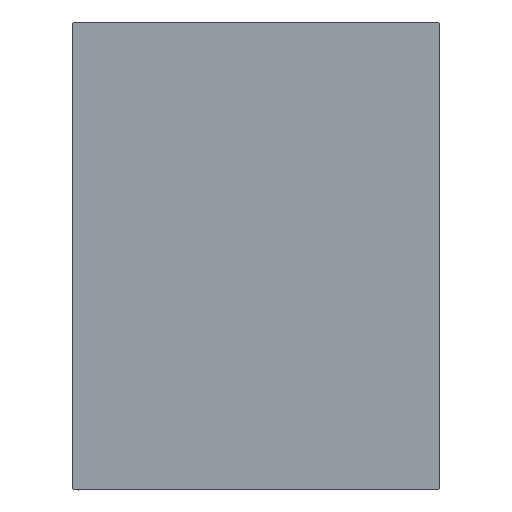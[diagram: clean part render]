
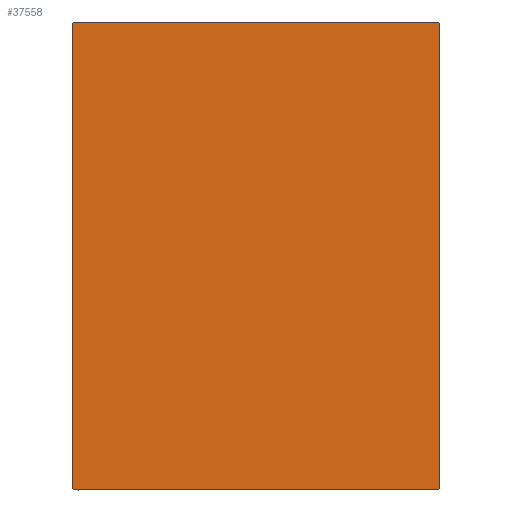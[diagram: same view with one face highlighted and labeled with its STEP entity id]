
A CAD part, left-side view. The second image highlights one B-rep face of the part: STEP entity #37558.
In plain terms, the highlighted face is planar.
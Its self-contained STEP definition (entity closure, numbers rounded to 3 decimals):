
#731 = CARTESIAN_POINT ( 'NONE',  ( 133., 55., 70. ) ) ;
#773 = CARTESIAN_POINT ( 'NONE',  ( 133., -55., 70. ) ) ;
#844 = CARTESIAN_POINT ( 'NONE',  ( 133., -55., -69.7 ) ) ;
#1614 = CARTESIAN_POINT ( 'NONE',  ( 133., 54.7, 70. ) ) ;
#2102 = VECTOR ( 'NONE', #27316, 1000. ) ;
#2871 = VECTOR ( 'NONE', #4798, 1000. ) ;
#2958 = CARTESIAN_POINT ( 'NONE',  ( 133., -62.35, 62.35 ) ) ;
#3607 = CARTESIAN_POINT ( 'NONE',  ( 133., 55., 69.7 ) ) ;
#3988 = DIRECTION ( 'NONE',  ( 0., 0.707, 0.707 ) ) ;
#4000 = VERTEX_POINT ( 'NONE', #12593 ) ;
#4368 = VERTEX_POINT ( 'NONE', #38467 ) ;
#4780 = EDGE_CURVE ( 'NONE', #29676, #4368, #32688, .T. ) ;
#4798 = DIRECTION ( 'NONE',  ( 0., 0., 1. ) ) ;
#5018 = CARTESIAN_POINT ( 'NONE',  ( 133., 55., -70. ) ) ;
#5097 = ORIENTED_EDGE ( 'NONE', *, *, #13941, .T. ) ;
#5939 = EDGE_CURVE ( 'NONE', #20922, #29676, #13642, .T. ) ;
#6052 = DIRECTION ( 'NONE',  ( 0., 1., 0. ) ) ;
#7193 = CARTESIAN_POINT ( 'NONE',  ( 133., 62.35, 62.35 ) ) ;
#7234 = LINE ( 'NONE', #731, #40270 ) ;
#9519 = ORIENTED_EDGE ( 'NONE', *, *, #4780, .T. ) ;
#10204 = VERTEX_POINT ( 'NONE', #3607 ) ;
#10236 = EDGE_CURVE ( 'NONE', #4000, #20922, #34338, .T. ) ;
#11038 = AXIS2_PLACEMENT_3D ( 'NONE', #39816, #36789, #23354 ) ;
#12498 = DIRECTION ( 'NONE',  ( 0., -0.707, -0.707 ) ) ;
#12593 = CARTESIAN_POINT ( 'NONE',  ( 133., -55., 69.7 ) ) ;
#13028 = VECTOR ( 'NONE', #6052, 1000. ) ;
#13411 = FACE_OUTER_BOUND ( 'NONE', #37338, .T. ) ;
#13642 = LINE ( 'NONE', #36180, #27435 ) ;
#13941 = EDGE_CURVE ( 'NONE', #41255, #4000, #42378, .T. ) ;
#13977 = ORIENTED_EDGE ( 'NONE', *, *, #25539, .T. ) ;
#17183 = VECTOR ( 'NONE', #20471, 1000. ) ;
#17879 = CARTESIAN_POINT ( 'NONE',  ( 133., -54.7, -70. ) ) ;
#18838 = EDGE_CURVE ( 'NONE', #41737, #10204, #34689, .T. ) ;
#20021 = ORIENTED_EDGE ( 'NONE', *, *, #41430, .T. ) ;
#20471 = DIRECTION ( 'NONE',  ( 0., 0., -1. ) ) ;
#20922 = VERTEX_POINT ( 'NONE', #844 ) ;
#22427 = CARTESIAN_POINT ( 'NONE',  ( 133., 55., -69.7 ) ) ;
#23354 = DIRECTION ( 'NONE',  ( 0., 0., -1. ) ) ;
#23706 = VECTOR ( 'NONE', #3988, 1000. ) ;
#25539 = EDGE_CURVE ( 'NONE', #32706, #41255, #7234, .T. ) ;
#26403 = EDGE_CURVE ( 'NONE', #4368, #41737, #39298, .T. ) ;
#26607 = PLANE ( 'NONE',  #11038 ) ;
#27316 = DIRECTION ( 'NONE',  ( 0., -0.707, 0.707 ) ) ;
#27435 = VECTOR ( 'NONE', #30105, 1000. ) ;
#29563 = ORIENTED_EDGE ( 'NONE', *, *, #5939, .T. ) ;
#29636 = ORIENTED_EDGE ( 'NONE', *, *, #18838, .T. ) ;
#29676 = VERTEX_POINT ( 'NONE', #17879 ) ;
#29741 = VECTOR ( 'NONE', #12498, 1000. ) ;
#30105 = DIRECTION ( 'NONE',  ( 0., 0.707, -0.707 ) ) ;
#31046 = DIRECTION ( 'NONE',  ( 0., -1., 0. ) ) ;
#31240 = ORIENTED_EDGE ( 'NONE', *, *, #10236, .T. ) ;
#32476 = CARTESIAN_POINT ( 'NONE',  ( 133., -55., -70. ) ) ;
#32688 = LINE ( 'NONE', #32476, #13028 ) ;
#32706 = VERTEX_POINT ( 'NONE', #1614 ) ;
#33190 = LINE ( 'NONE', #7193, #2102 ) ;
#34338 = LINE ( 'NONE', #773, #17183 ) ;
#34689 = LINE ( 'NONE', #5018, #2871 ) ;
#34750 = CARTESIAN_POINT ( 'NONE',  ( 133., -54.7, 70. ) ) ;
#36070 = CARTESIAN_POINT ( 'NONE',  ( 133., 62.35, -62.35 ) ) ;
#36149 = ORIENTED_EDGE ( 'NONE', *, *, #26403, .T. ) ;
#36180 = CARTESIAN_POINT ( 'NONE',  ( 133., -62.35, -62.35 ) ) ;
#36789 = DIRECTION ( 'NONE',  ( 1., 0., 0. ) ) ;
#37338 = EDGE_LOOP ( 'NONE', ( #9519, #36149, #29636, #20021, #13977, #5097, #31240, #29563 ) ) ;
#37558 = ADVANCED_FACE ( 'NONE', ( #13411 ), #26607, .T. ) ;
#38467 = CARTESIAN_POINT ( 'NONE',  ( 133., 54.7, -70. ) ) ;
#39298 = LINE ( 'NONE', #36070, #23706 ) ;
#39816 = CARTESIAN_POINT ( 'NONE',  ( 133., 0., 0. ) ) ;
#40270 = VECTOR ( 'NONE', #31046, 1000. ) ;
#41255 = VERTEX_POINT ( 'NONE', #34750 ) ;
#41430 = EDGE_CURVE ( 'NONE', #10204, #32706, #33190, .T. ) ;
#41737 = VERTEX_POINT ( 'NONE', #22427 ) ;
#42378 = LINE ( 'NONE', #2958, #29741 ) ;
